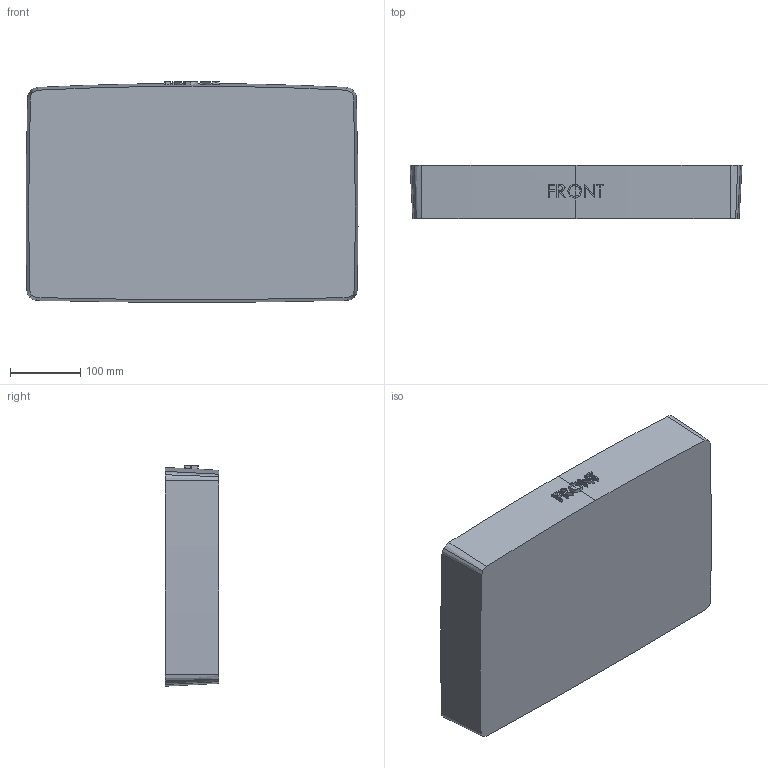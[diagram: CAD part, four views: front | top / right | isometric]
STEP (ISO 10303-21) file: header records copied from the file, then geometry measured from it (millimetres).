
FILE_DESCRIPTION (( 'STEP AP203' ), '1' );
FILE_NAME ('1490_BOTTOM.STEP', '2005-08-19T18:56:16', ( ' ' ), ( ' ' ), 'SwSTEP 2.0', 'SolidWorks 2005143', '' );
FILE_SCHEMA (( 'CONFIG_CONTROL_DESIGN' ));
Length unit declared in the file: inch
Products named in the file (1): 1490_BOTTOM
Bounding box: 474.12 x 76.2 x 314.77 mm (x, y, z)
Volume: 1913056.3 mm3; surface area: 490010.3 mm2
Topology: 1 solids, 1 shells, 151 faces, 383 edges, 244 vertices
Faces by surface type: plane 57, bspline 49, cone 17, torus 16, cylinder 8, sphere 4
Entity records: 15341 total; most frequent: CARTESIAN_POINT 11976, ORIENTED_EDGE 766, DIRECTION 545, EDGE_CURVE 383, VERTEX_POINT 244, AXIS2_PLACEMENT_3D 203, EDGE_LOOP 161, ADVANCED_FACE 151
